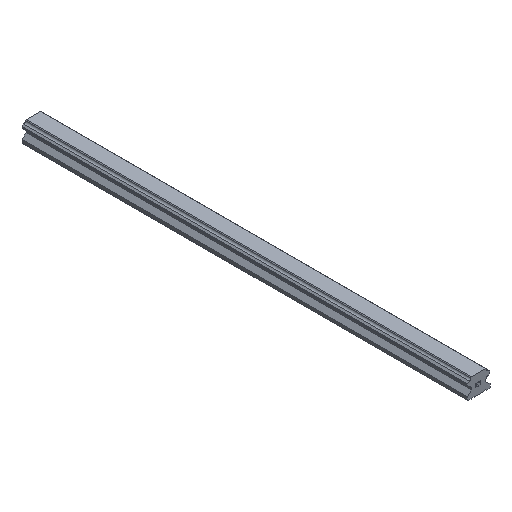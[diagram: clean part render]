
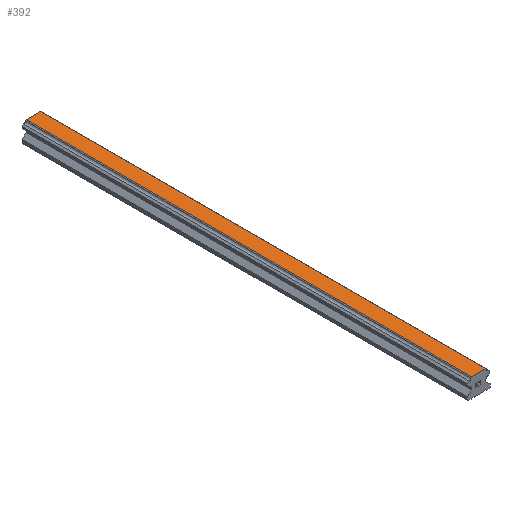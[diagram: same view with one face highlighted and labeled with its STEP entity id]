
A CAD part, isometric view. The second image highlights one B-rep face of the part: STEP entity #392.
In plain terms, the highlighted planar face has unit normal (0, 0, 1).
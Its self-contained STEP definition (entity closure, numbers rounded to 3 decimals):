
#392=ADVANCED_FACE('',(#806),#807,.T.);
#806=FACE_OUTER_BOUND('',#1226,.T.);
#807=PLANE('',#1227);
#1226=EDGE_LOOP('',(#2370,#2371,#2372,#2373));
#1227=AXIS2_PLACEMENT_3D('',#2374,#2375,#2376);
#2370=ORIENTED_EDGE('',*,*,#2860,.T.);
#2371=ORIENTED_EDGE('',*,*,#2946,.F.);
#2372=ORIENTED_EDGE('',*,*,#2741,.T.);
#2373=ORIENTED_EDGE('',*,*,#2944,.T.);
#2374=CARTESIAN_POINT('',(7.2,890.0,38.));
#2375=DIRECTION('',(0.0,0.0,1.0));
#2376=DIRECTION('',(-1.0,0.0,0.0));
#2741=EDGE_CURVE('',#3358,#3356,#3359,.T.);
#2860=EDGE_CURVE('',#3551,#3549,#3552,.T.);
#2944=EDGE_CURVE('',#3356,#3551,#3650,.T.);
#2946=EDGE_CURVE('',#3358,#3549,#3652,.T.);
#3356=VERTEX_POINT('',#4225);
#3358=VERTEX_POINT('',#4228);
#3359=LINE('',#4229,#4230);
#3549=VERTEX_POINT('',#4509);
#3551=VERTEX_POINT('',#4512);
#3552=LINE('',#4513,#4514);
#3650=LINE('',#4641,#4642);
#3652=LINE('',#4644,#4645);
#4225=CARTESIAN_POINT('',(-14.4,890.0,38.));
#4228=CARTESIAN_POINT('',(14.4,890.0,38.));
#4229=CARTESIAN_POINT('',(14.4,890.0,38.));
#4230=VECTOR('',#4914,1.0);
#4509=CARTESIAN_POINT('',(14.4,0.0,38.));
#4512=CARTESIAN_POINT('',(-14.4,0.0,38.));
#4513=CARTESIAN_POINT('',(0.0,0.0,38.));
#4514=VECTOR('',#5017,1.0);
#4641=CARTESIAN_POINT('',(-14.4,890.0,38.));
#4642=VECTOR('',#5107,1.0);
#4644=CARTESIAN_POINT('',(14.4,890.0,38.));
#4645=VECTOR('',#5108,1.0);
#4914=DIRECTION('',(-1.0,0.0,0.0));
#5017=DIRECTION('',(1.0,0.0,0.0));
#5107=DIRECTION('',(0.0,-1.0,0.0));
#5108=DIRECTION('',(0.0,-1.0,0.0));
